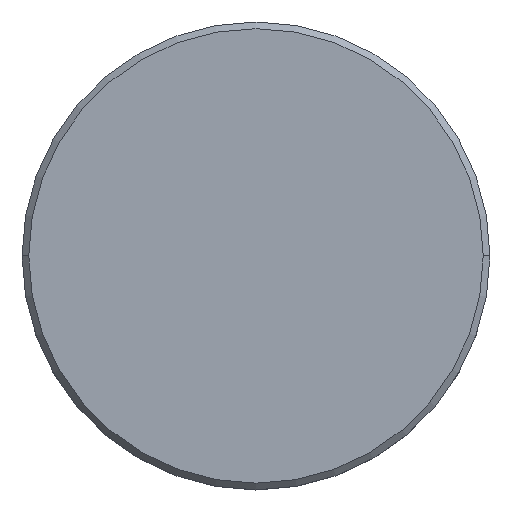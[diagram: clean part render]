
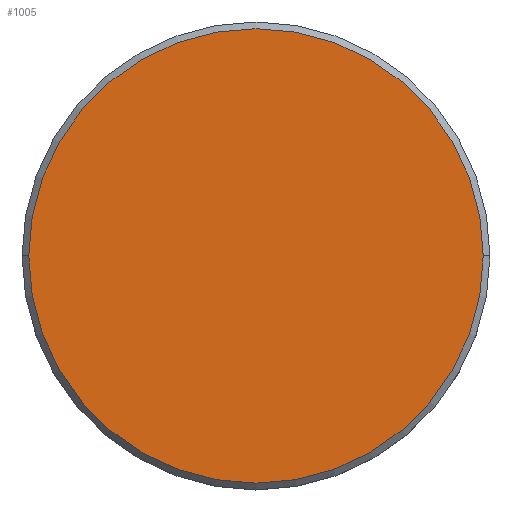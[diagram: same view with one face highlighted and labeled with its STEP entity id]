
A CAD part, top view. The second image highlights one B-rep face of the part: STEP entity #1005.
In plain terms, the highlighted planar face has unit normal (0, 0, 1).
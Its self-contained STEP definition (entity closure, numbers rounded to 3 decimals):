
#4 = EDGE_CURVE ( 'NONE', #373, #596, #190, .T. ) ;
#150 = AXIS2_PLACEMENT_3D ( 'NONE', #428, #641, #618 ) ;
#190 = CIRCLE ( 'NONE', #150, 17. ) ;
#196 = CARTESIAN_POINT ( 'NONE',  ( 0., 0., 0. ) ) ;
#202 = CARTESIAN_POINT ( 'NONE',  ( 17., 0., 0. ) ) ;
#236 = AXIS2_PLACEMENT_3D ( 'NONE', #196, #554, #407 ) ;
#263 = EDGE_CURVE ( 'NONE', #596, #373, #883, .T. ) ;
#321 = DIRECTION ( 'NONE',  ( 1., 0., 0. ) ) ;
#373 = VERTEX_POINT ( 'NONE', #202 ) ;
#407 = DIRECTION ( 'NONE',  ( 1., 0., 0. ) ) ;
#428 = CARTESIAN_POINT ( 'NONE',  ( 0., 0., 0. ) ) ;
#528 = AXIS2_PLACEMENT_3D ( 'NONE', #774, #1141, #321 ) ;
#554 = DIRECTION ( 'NONE',  ( 0., 0., 1. ) ) ;
#596 = VERTEX_POINT ( 'NONE', #838 ) ;
#618 = DIRECTION ( 'NONE',  ( 1., 0., 0. ) ) ;
#619 = ORIENTED_EDGE ( 'NONE', *, *, #4, .T. ) ;
#641 = DIRECTION ( 'NONE',  ( 0., 0., 1. ) ) ;
#649 = FACE_OUTER_BOUND ( 'NONE', #1090, .T. ) ;
#774 = CARTESIAN_POINT ( 'NONE',  ( 0., 0., 0. ) ) ;
#838 = CARTESIAN_POINT ( 'NONE',  ( -17., 0., 0. ) ) ;
#883 = CIRCLE ( 'NONE', #528, 17. ) ;
#998 = PLANE ( 'NONE',  #236 ) ;
#1005 = ADVANCED_FACE ( 'NONE', ( #649 ), #998, .T. ) ;
#1090 = EDGE_LOOP ( 'NONE', ( #1172, #619 ) ) ;
#1141 = DIRECTION ( 'NONE',  ( 0., 0., 1. ) ) ;
#1172 = ORIENTED_EDGE ( 'NONE', *, *, #263, .T. ) ;
